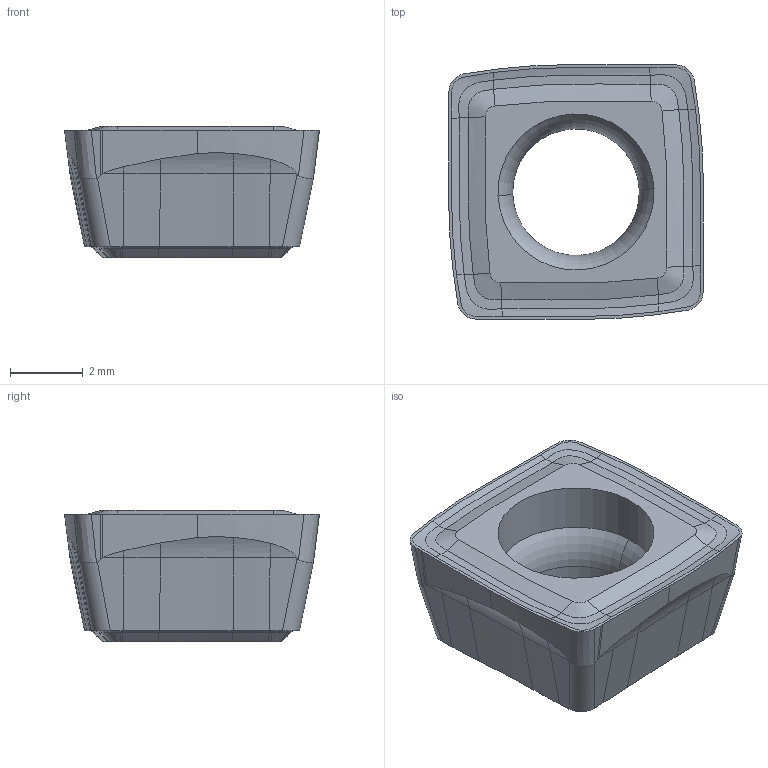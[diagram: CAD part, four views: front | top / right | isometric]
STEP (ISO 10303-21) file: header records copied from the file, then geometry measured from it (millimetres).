
FILE_DESCRIPTION((''),'2;1');
FILE_NAME('SOGX073505-UN','2023-06-21T14:32:06',('tlyae014'),('PTC Japan'),'CREO PARAMETRIC BY PTC INC, 2021424','CREO PARAMETRIC BY PTC INC, 2021424','');
FILE_SCHEMA(('AUTOMOTIVE_DESIGN { 1 0 10303 214 1 1 1 1 }'));
Length unit declared in the file: millimetre
Products named in the file (1): SOGX073505-UN
Bounding box: 7 x 7 x 3.6 mm (x, y, z)
Volume: 95.6 mm3; surface area: 182.8 mm2
Topology: 1 solids, 1 shells, 146 faces, 386 edges, 244 vertices
Faces by surface type: cone 32, torus 30, plane 28, cylinder 28, bspline 24, extrusion 4
Entity records: 8681 total; most frequent: CARTESIAN_POINT 4010, ORIENTED_EDGE 732, DIRECTION 662, PRESENTATION_STYLE_ASSIGNMENT 389, STYLED_ITEM 389, CURVE_STYLE 388, EDGE_CURVE 366, AXIS2_PLACEMENT_3D 251
